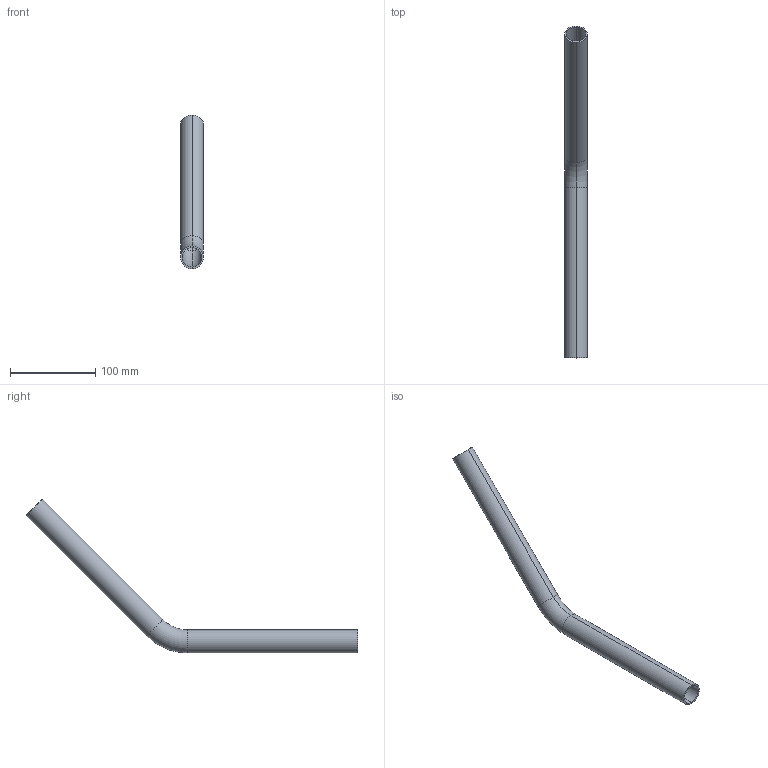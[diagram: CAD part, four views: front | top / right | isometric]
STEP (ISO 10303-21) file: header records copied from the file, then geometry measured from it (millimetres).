
FILE_DESCRIPTION (( 'STEP AP203' ), '1' );
FILE_NAME ('55110-045.STEP', '2016-12-06T10:29:25', ( '' ), ( '' ), 'SwSTEP 2.0', 'SolidWorks 2015', '' );
FILE_SCHEMA (( 'CONFIG_CONTROL_DESIGN' ));
Length unit declared in the file: millimetre
Products named in the file (1): 55110-045
Bounding box: 26.9 x 389.12 x 180.2 mm (x, y, z)
Volume: 69215.3 mm3; surface area: 69538.1 mm2
Topology: 1 solids, 1 shells, 228 faces, 601 edges, 398 vertices
Faces by surface type: plane 103, bspline 90, cylinder 31, torus 4
Entity records: 10921 total; most frequent: CARTESIAN_POINT 5775, ORIENTED_EDGE 1202, DIRECTION 785, EDGE_CURVE 601, VERTEX_POINT 398, LINE 291, VECTOR 291, EDGE_LOOP 253
